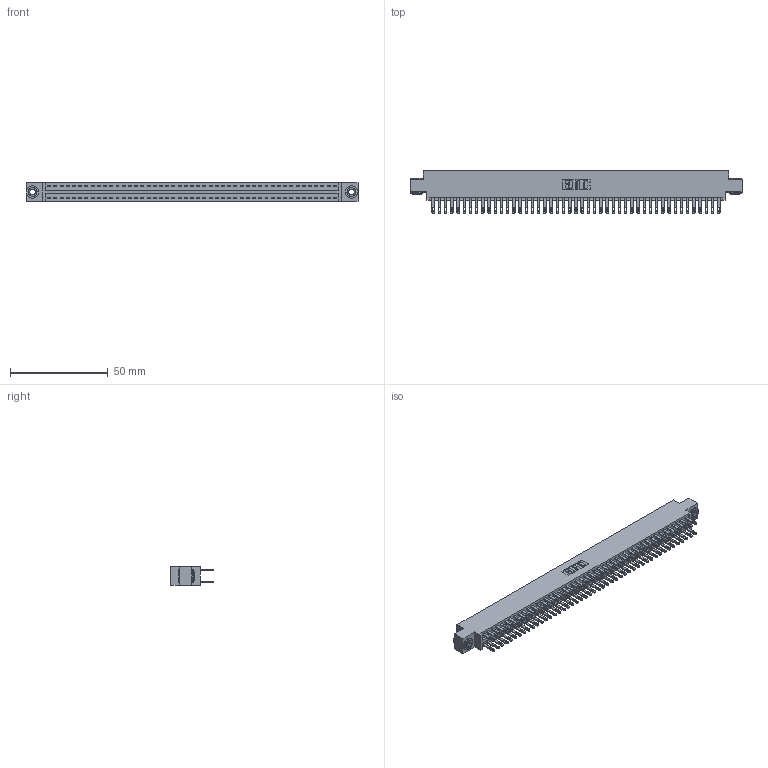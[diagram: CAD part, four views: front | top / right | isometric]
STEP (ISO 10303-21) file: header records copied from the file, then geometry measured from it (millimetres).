
FILE_DESCRIPTION (( 'STEP AP203' ), '1' );
FILE_NAME ('896-094-500-803.STEP', '2021-07-28T03:16:29', ( '' ), ( '' ), 'SwSTEP 2.0', 'SolidWorks 2020', '' );
FILE_SCHEMA (( 'CONFIG_CONTROL_DESIGN' ));
Length unit declared in the file: inch
Products named in the file (4): 846 Part_0.170 Offset - 0.156 Dia-TH; 345-250-002_345-250-002-102; 896-094-500-803; 345-292-001_345-293-100
Assembly tree (97 placements, depth 2):
  896-094-500-803
    846 Part_0.170 Offset - 0.156 Dia-TH
    345-292-001_345-293-100  x94
    345-250-002_345-250-002-102  x2
Bounding box: 169.8 x 21.84 x 9.4 mm (x, y, z)
Volume: 16748.4 mm3; surface area: 24478 mm2
Topology: 97 solids, 97 shells, 4676 faces, 14235 edges, 9486 vertices
Faces by surface type: plane 2816, cylinder 1852, cone 8
Entity records: 30712 total; most frequent: CARTESIAN_POINT 5031, ORIENTED_EDGE 4958, DIRECTION 4517, EDGE_CURVE 2479, VECTOR 2131, LINE 2131, VERTEX_POINT 1650, AXIS2_PLACEMENT_3D 1193
